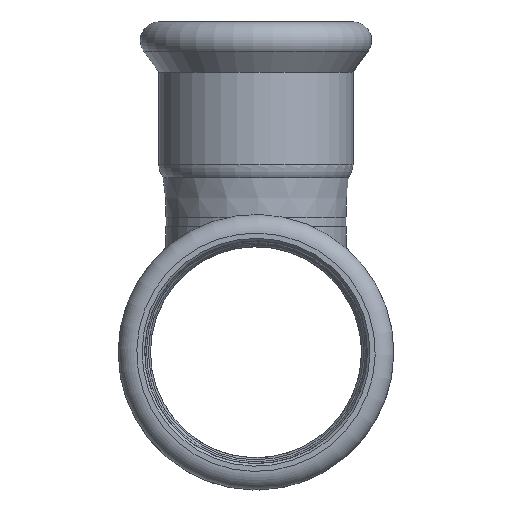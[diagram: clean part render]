
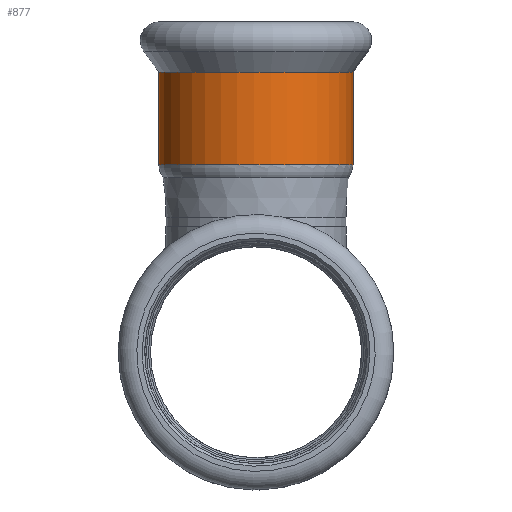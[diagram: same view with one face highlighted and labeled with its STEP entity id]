
A CAD part, left-side view. The second image highlights one B-rep face of the part: STEP entity #877.
In plain terms, the highlighted cylindrical face has radius 15.65 mm (diameter 31.3 mm), a full revolution.
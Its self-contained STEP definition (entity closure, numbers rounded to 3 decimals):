
#59=LINE('',#3472,#86);
#86=VECTOR('',#1292,15.65);
#105=CYLINDRICAL_SURFACE('',#1022,15.65);
#180=FACE_OUTER_BOUND('',#244,.T.);
#244=EDGE_LOOP('',(#717,#718,#719,#720));
#328=CIRCLE('',#1023,15.65);
#329=CIRCLE('',#1024,15.65);
#400=VERTEX_POINT('',#3469);
#401=VERTEX_POINT('',#3471);
#508=EDGE_CURVE('',#400,#400,#328,.T.);
#509=EDGE_CURVE('',#400,#401,#59,.T.);
#510=EDGE_CURVE('',#401,#401,#329,.T.);
#717=ORIENTED_EDGE('',*,*,#508,.F.);
#718=ORIENTED_EDGE('',*,*,#509,.T.);
#719=ORIENTED_EDGE('',*,*,#510,.T.);
#720=ORIENTED_EDGE('',*,*,#509,.F.);
#877=ADVANCED_FACE('',(#180),#105,.T.);
#1022=AXIS2_PLACEMENT_3D('',#3468,#1288,#1289);
#1023=AXIS2_PLACEMENT_3D('',#3470,#1290,#1291);
#1024=AXIS2_PLACEMENT_3D('',#3473,#1293,#1294);
#1288=DIRECTION('center_axis',(0.,0.,
1.));
#1289=DIRECTION('ref_axis',(0.479,-0.878,0.));
#1290=DIRECTION('center_axis',(0.,0.,
1.));
#1291=DIRECTION('ref_axis',(0.,1.,0.));
#1292=DIRECTION('',(0.,0.,-1.));
#1293=DIRECTION('center_axis',(0.,0.,
1.));
#1294=DIRECTION('ref_axis',(0.,1.,0.));
#3468=CARTESIAN_POINT('Origin',(0.,0.,
27.425));
#3469=CARTESIAN_POINT('',(-7.503,13.734,45.133));
#3470=CARTESIAN_POINT('Origin',(0.,0.,
45.133));
#3471=CARTESIAN_POINT('',(-7.503,13.734,30.2));
#3472=CARTESIAN_POINT('',(-7.503,13.734,27.425));
#3473=CARTESIAN_POINT('Origin',(0.,0.,
30.2));
